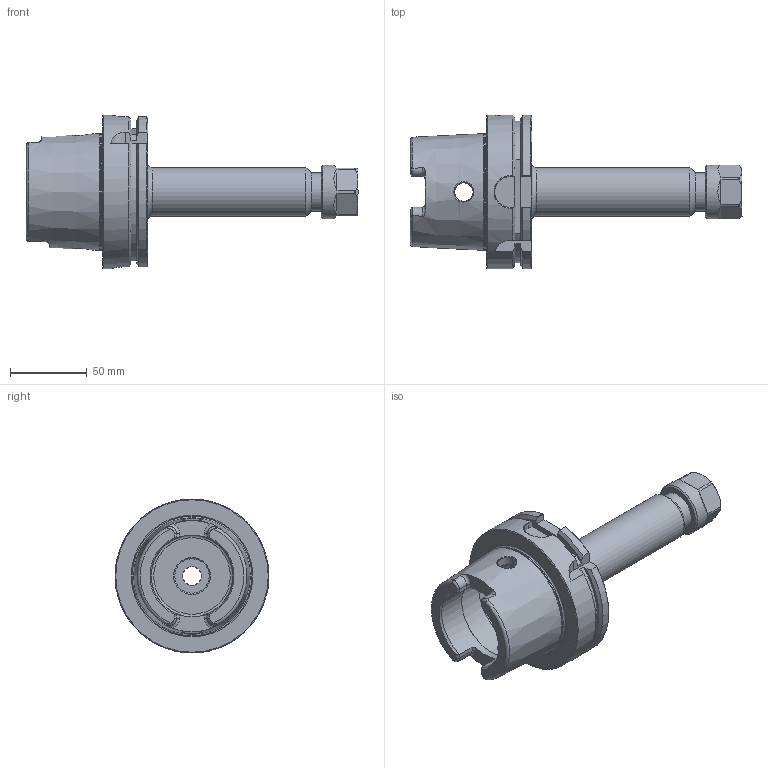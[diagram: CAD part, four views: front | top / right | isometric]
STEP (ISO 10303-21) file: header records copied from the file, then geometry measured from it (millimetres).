
FILE_DESCRIPTION((''),'2;1');
FILE_NAME('H100-20ERC652.stp','2014-08-08T09:45:24',('kaykin'),(''),'Autodesk Inventor 2012','Autodesk Inventor 2012','');
FILE_SCHEMA(('AUTOMOTIVE_DESIGN { 1 0 10303 214 1 1 1 1 }'));
Length unit declared in the file: inch
Products named in the file (3): H100-20ERC652; H100-20ER6-1; 20ERHCN
Assembly tree (2 placements, depth 2):
  H100-20ERC652
    H100-20ER6-1
    20ERHCN
Bounding box: 215.61 x 100 x 100 mm (x, y, z)
Volume: 338074 mm3; surface area: 71887.4 mm2
Topology: 2 solids, 2 shells, 169 faces, 431 edges, 272 vertices
Faces by surface type: plane 61, cylinder 42, cone 36, torus 19, bspline 11
Full cylindrical faces by diameter (mm): 10 x1, 11.989 x1, 12 x3, 12.751 x1, 14.478 x1, 15.76 x1, 20.83 x1, 22.377 x1, 23.5 x1, 25 x1, 25.016 x1, 26 x1, 31.75 x1, 35 x1, 53 x2, 63 x1, 75.364 x1, 100 x1
Entity records: 5860 total; most frequent: CARTESIAN_POINT 1992, ORIENTED_EDGE 746, DIRECTION 729, EDGE_CURVE 373, AXIS2_PLACEMENT_3D 307, VERTEX_POINT 258, EDGE_LOOP 227, FACE_OUTER_BOUND 169
